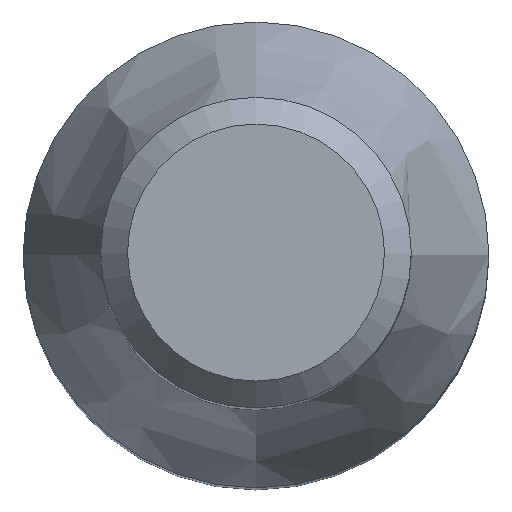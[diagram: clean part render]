
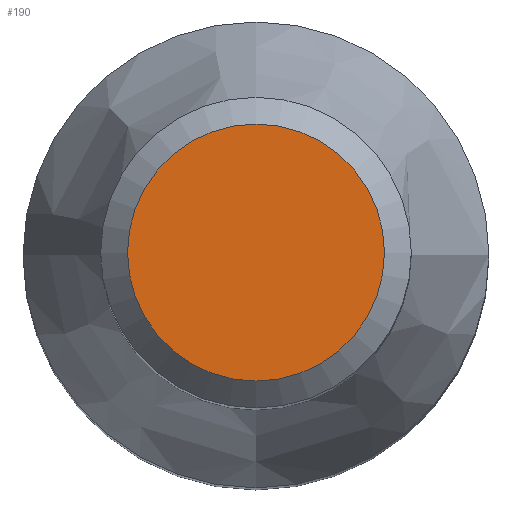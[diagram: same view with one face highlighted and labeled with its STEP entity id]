
A CAD part, top view. The second image highlights one B-rep face of the part: STEP entity #190.
In plain terms, the highlighted planar face has unit normal (0, 0, 1).
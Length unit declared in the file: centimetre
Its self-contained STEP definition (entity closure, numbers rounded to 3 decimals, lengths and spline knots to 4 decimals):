
#107=PLANE('',#205);
#115=VERTEX_POINT('',#221);
#123=CIRCLE('',#201,0.331);
#131=EDGE_CURVE('',#115,#115,#123,.T.);
#146=ORIENTED_EDGE('',*,*,#131,.F.);
#164=EDGE_LOOP('',(#146));
#179=FACE_BOUND('',#164,.T.);
#190=ADVANCED_FACE('',(#179),#107,.T.);
#201=AXIS2_PLACEMENT_3D('',#220,#387,#388);
#205=AXIS2_PLACEMENT_3D('',#227,#395,$);
#220=CARTESIAN_POINT('',(0.,0.,6.6));
#221=CARTESIAN_POINT('',(0.331,0.,6.6));
#227=CARTESIAN_POINT('',(0.,0.,6.6));
#387=DIRECTION('',(0.,0.,-1.));
#388=DIRECTION('',(-0.331,0.,0.));
#395=DIRECTION('',(0.,0.,1.));
